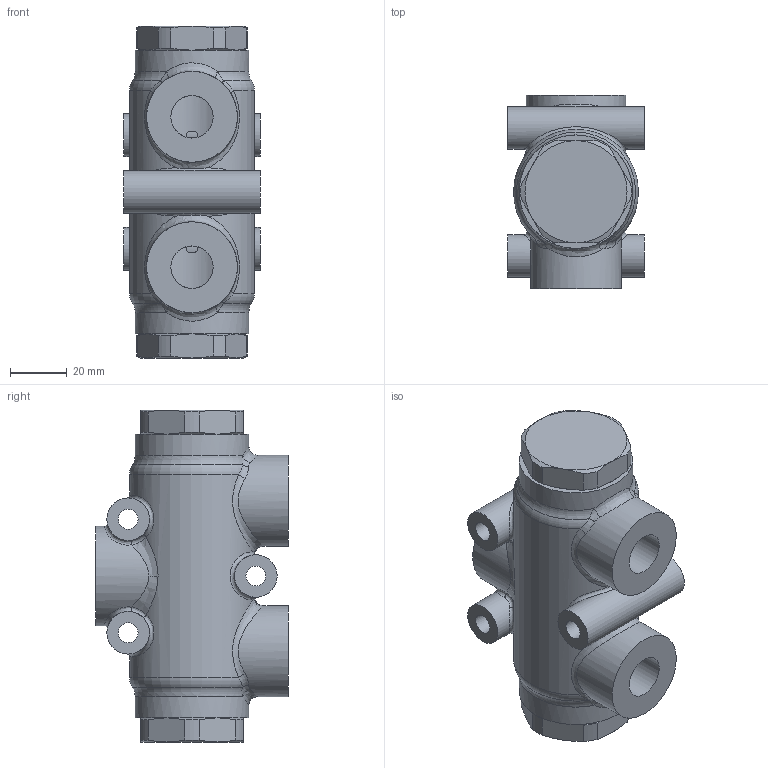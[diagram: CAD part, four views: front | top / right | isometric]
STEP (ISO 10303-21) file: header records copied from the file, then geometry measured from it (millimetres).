
FILE_DESCRIPTION(/* description */ ('Unknown'),/* implementation_level */ '2;1');
FILE_NAME(/* name */ 'V1000',/* time_stamp */ '2017-06-07T16:22:18+02:00',/* author */ ('Unknown'),/* organization */ ('Unknown'),/* preprocessor_version */ 'ST-DEVELOPER v16.7',/* originating_system */ 'DEX',/* authorisation */ $);
FILE_SCHEMA (('AUTOMOTIVE_DESIGN {1 0 10303 214 3 1 1}'));
Length unit declared in the file: millimetre
Products named in the file (1): V1000
Bounding box: 48 x 68 x 117 mm (x, y, z)
Volume: 132603.4 mm3; surface area: 42271.6 mm2
Topology: 1 solids, 1 shells, 110 faces, 262 edges, 162 vertices
Faces by surface type: cylinder 31, plane 27, cone 24, bspline 24, torus 4
Full cylindrical faces by diameter (mm): 7 x3, 14.95 x3, 15 x3, 30.291 x1, 32 x2, 35 x1, 40 x2
Entity records: 7504 total; most frequent: CARTESIAN_POINT 4639, ORIENTED_EDGE 458, DIRECTION 350, EDGE_CURVE 229, AXIS2_PLACEMENT_3D 163, VERTEX_POINT 148, EDGE_LOOP 147, FACE_BOUND 147
